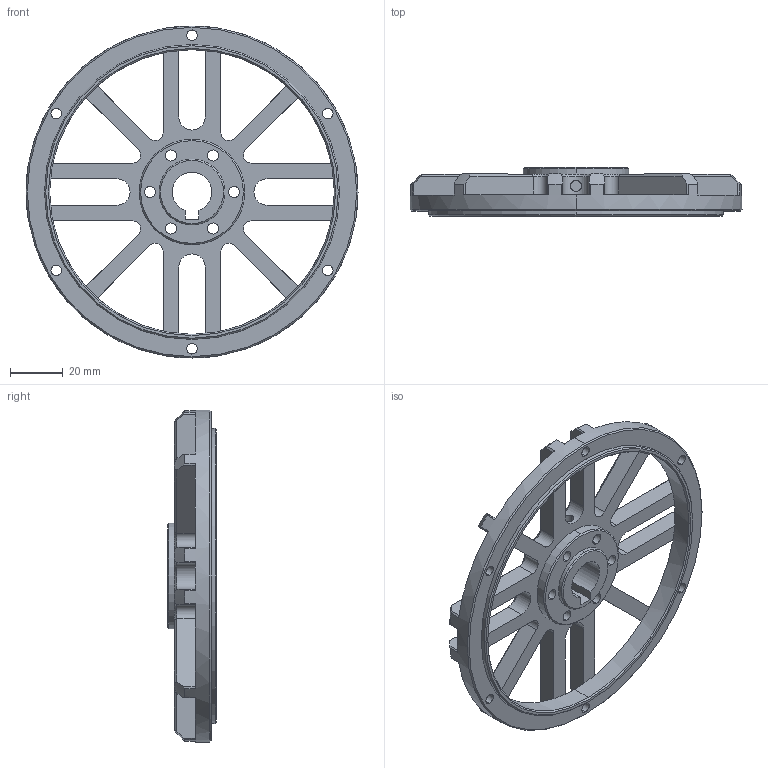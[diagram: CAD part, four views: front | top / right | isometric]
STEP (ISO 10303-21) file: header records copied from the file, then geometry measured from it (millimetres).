
FILE_DESCRIPTION (( 'STEP AP214' ), '1' );
FILE_NAME ('Hoverboard Motor Billet Front.STEP', '2025-03-24T04:09:06', ( '' ), ( '' ), 'SwSTEP 2.0', 'SolidWorks 2022', '' );
FILE_SCHEMA (( 'AUTOMOTIVE_DESIGN' ));
Length unit declared in the file: millimetre
Products named in the file (1): Hoverboard Motor Billet Front
Bounding box: 126 x 18.5 x 126 mm (x, y, z)
Volume: 61606 mm3; surface area: 30719.6 mm2
Topology: 1 solids, 1 shells, 188 faces, 555 edges, 349 vertices
Faces by surface type: plane 94, cylinder 55, cone 39
Entity records: 6564 total; most frequent: CARTESIAN_POINT 1427, ORIENTED_EDGE 1110, DIRECTION 1048, EDGE_CURVE 555, AXIS2_PLACEMENT_3D 382, VERTEX_POINT 349, LINE 284, VECTOR 284
